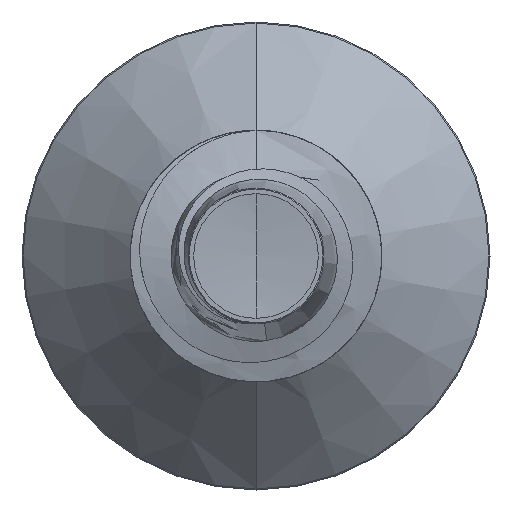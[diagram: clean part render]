
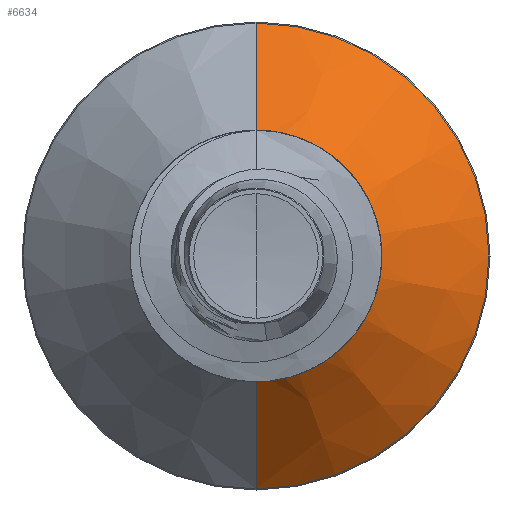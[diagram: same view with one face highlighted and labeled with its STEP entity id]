
A CAD part, front view. The second image highlights one B-rep face of the part: STEP entity #6634.
In plain terms, the highlighted conical face has half-angle 45 degrees and reference radius 2.301 mm.
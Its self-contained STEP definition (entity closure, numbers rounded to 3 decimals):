
#599 = ORIENTED_EDGE ( 'NONE', *, *, #3366, .T. ) ;
#3366 = EDGE_CURVE ( 'NONE', #9317, #4842, #25899, .T. ) ;
#3627 = EDGE_CURVE ( 'NONE', #15848, #4842, #15546, .T. ) ;
#4577 = CARTESIAN_POINT ( 'NONE',  ( 0., 29.228, -4.628 ) ) ;
#4842 = VERTEX_POINT ( 'NONE', #4577 ) ;
#5246 = DIRECTION ( 'NONE',  ( 0., 1., 0. ) ) ;
#5550 = AXIS2_PLACEMENT_3D ( 'NONE', #19229, #22896, #17265 ) ;
#6634 = ADVANCED_FACE ( 'NONE', ( #11518 ), #25658, .T. ) ;
#7847 = DIRECTION ( 'NONE',  ( 0., 0., 1. ) ) ;
#7877 = DIRECTION ( 'NONE',  ( 0., 1., 0. ) ) ;
#7887 = CARTESIAN_POINT ( 'NONE',  ( 0., 29.228, 0. ) ) ;
#8311 = ORIENTED_EDGE ( 'NONE', *, *, #16418, .F. ) ;
#9317 = VERTEX_POINT ( 'NONE', #20418 ) ;
#9410 = ORIENTED_EDGE ( 'NONE', *, *, #3627, .F. ) ;
#9440 = DIRECTION ( 'NONE',  ( 0., 0.707, -0.707 ) ) ;
#9459 = CARTESIAN_POINT ( 'NONE',  ( 0., 26.901, -2.301 ) ) ;
#11518 = FACE_OUTER_BOUND ( 'NONE', #25402, .T. ) ;
#12756 = CARTESIAN_POINT ( 'NONE',  ( 0., 29.228, 4.628 ) ) ;
#15546 = CIRCLE ( 'NONE', #24885, 4.628 ) ;
#15668 = VERTEX_POINT ( 'NONE', #16900 ) ;
#15848 = VERTEX_POINT ( 'NONE', #12756 ) ;
#16067 = AXIS2_PLACEMENT_3D ( 'NONE', #18519, #5246, #20495 ) ;
#16215 = VECTOR ( 'NONE', #9440, 1000. ) ;
#16418 = EDGE_CURVE ( 'NONE', #15668, #15848, #22775, .T. ) ;
#16900 = CARTESIAN_POINT ( 'NONE',  ( 0., 26.901, 2.301 ) ) ;
#17265 = DIRECTION ( 'NONE',  ( 0., 0., 1. ) ) ;
#18519 = CARTESIAN_POINT ( 'NONE',  ( 0., 26.901, 0. ) ) ;
#19040 = DIRECTION ( 'NONE',  ( 0., 0.707, 0.707 ) ) ;
#19229 = CARTESIAN_POINT ( 'NONE',  ( 0., 26.901, 0. ) ) ;
#19841 = ORIENTED_EDGE ( 'NONE', *, *, #23350, .T. ) ;
#20418 = CARTESIAN_POINT ( 'NONE',  ( 0., 26.901, -2.301 ) ) ;
#20495 = DIRECTION ( 'NONE',  ( 0., 0., 1. ) ) ;
#20992 = CARTESIAN_POINT ( 'NONE',  ( 0., 26.901, 2.301 ) ) ;
#22196 = VECTOR ( 'NONE', #19040, 1000. ) ;
#22775 = LINE ( 'NONE', #20992, #22196 ) ;
#22896 = DIRECTION ( 'NONE',  ( 0., 1., 0. ) ) ;
#23350 = EDGE_CURVE ( 'NONE', #15668, #9317, #23891, .T. ) ;
#23891 = CIRCLE ( 'NONE', #16067, 2.301 ) ;
#24885 = AXIS2_PLACEMENT_3D ( 'NONE', #7887, #7877, #7847 ) ;
#25402 = EDGE_LOOP ( 'NONE', ( #19841, #599, #9410, #8311 ) ) ;
#25658 = CONICAL_SURFACE ( 'NONE', #5550, 2.301, 0.785 ) ;
#25899 = LINE ( 'NONE', #9459, #16215 ) ;
